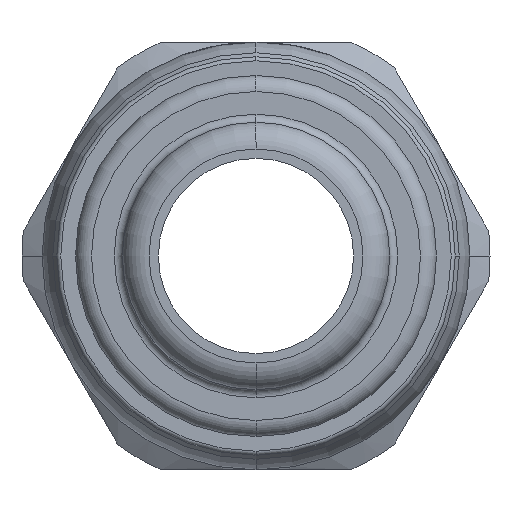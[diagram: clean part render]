
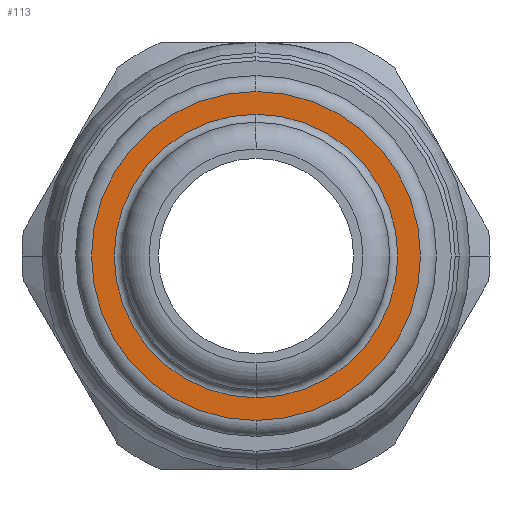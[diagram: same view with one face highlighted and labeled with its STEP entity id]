
A CAD part, front view. The second image highlights one B-rep face of the part: STEP entity #113.
In plain terms, the highlighted planar face has unit normal (0, -1, 0).
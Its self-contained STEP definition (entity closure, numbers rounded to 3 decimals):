
#113=ADVANCED_FACE('',(#285,#286),#287,.T.);
#285=FACE_OUTER_BOUND('',#501,.T.);
#286=FACE_BOUND('',#502,.T.);
#287=PLANE('',#503);
#501=EDGE_LOOP('',(#1135,#1136,#1137));
#502=EDGE_LOOP('',(#1138,#1139,#1140));
#503=AXIS2_PLACEMENT_3D('',#1141,#1142,#1143);
#1135=ORIENTED_EDGE('',*,*,#1674,.F.);
#1136=ORIENTED_EDGE('',*,*,#1675,.F.);
#1137=ORIENTED_EDGE('',*,*,#1575,.F.);
#1138=ORIENTED_EDGE('',*,*,#1581,.T.);
#1139=ORIENTED_EDGE('',*,*,#1672,.T.);
#1140=ORIENTED_EDGE('',*,*,#1582,.T.);
#1141=CARTESIAN_POINT('',(-5.725,12.8,0.0));
#1142=DIRECTION('',(0.,-1.0,-0.0));
#1143=DIRECTION('',(1.0,0.,0.0));
#1575=EDGE_CURVE('',#1960,#1962,#1963,.T.);
#1581=EDGE_CURVE('',#1973,#1971,#1974,.T.);
#1582=EDGE_CURVE('',#1968,#1973,#1975,.T.);
#1672=EDGE_CURVE('',#1971,#1968,#2118,.T.);
#1674=EDGE_CURVE('',#2120,#1960,#2121,.T.);
#1675=EDGE_CURVE('',#1962,#2120,#2122,.T.);
#1960=VERTEX_POINT('',#2473);
#1962=VERTEX_POINT('',#2475);
#1963=CIRCLE('',#2476,6.15);
#1968=VERTEX_POINT('',#2481);
#1971=VERTEX_POINT('',#2484);
#1973=VERTEX_POINT('',#2486);
#1974=CIRCLE('',#2487,5.3);
#1975=CIRCLE('',#2488,5.3);
#2118=CIRCLE('',#2766,5.3);
#2120=VERTEX_POINT('',#2768);
#2121=CIRCLE('',#2769,6.15);
#2122=CIRCLE('',#2770,6.15);
#2473=CARTESIAN_POINT('',(0.,12.8,6.15));
#2475=CARTESIAN_POINT('',(0.,12.8,-6.15));
#2476=AXIS2_PLACEMENT_3D('',#3143,#3144,#3145);
#2481=CARTESIAN_POINT('',(0.,12.8,-5.3));
#2484=CARTESIAN_POINT('',(0.,12.8,5.3));
#2486=CARTESIAN_POINT('',(-5.3,12.8,0.0));
#2487=AXIS2_PLACEMENT_3D('',#3161,#3162,#3163);
#2488=AXIS2_PLACEMENT_3D('',#3164,#3165,#3166);
#2766=AXIS2_PLACEMENT_3D('',#3299,#3300,#3301);
#2768=CARTESIAN_POINT('',(-6.15,12.8,0.0));
#2769=AXIS2_PLACEMENT_3D('',#3305,#3306,#3307);
#2770=AXIS2_PLACEMENT_3D('',#3308,#3309,#3310);
#3143=CARTESIAN_POINT('',(0.0,12.8,0.0));
#3144=DIRECTION('',(0.0,1.0,0.0));
#3145=DIRECTION('',(-1.0,0.0,0.0));
#3161=CARTESIAN_POINT('',(0.0,12.8,0.0));
#3162=DIRECTION('',(0.0,1.0,0.0));
#3163=DIRECTION('',(-1.0,0.0,0.0));
#3164=CARTESIAN_POINT('',(0.0,12.8,0.0));
#3165=DIRECTION('',(0.0,1.0,0.0));
#3166=DIRECTION('',(-1.0,0.0,0.0));
#3299=CARTESIAN_POINT('',(0.0,12.8,0.0));
#3300=DIRECTION('',(0.0,1.0,0.0));
#3301=DIRECTION('',(-1.0,0.0,0.0));
#3305=CARTESIAN_POINT('',(0.0,12.8,0.0));
#3306=DIRECTION('',(0.0,1.0,0.0));
#3307=DIRECTION('',(-1.0,0.0,0.0));
#3308=CARTESIAN_POINT('',(0.0,12.8,0.0));
#3309=DIRECTION('',(0.0,1.0,0.0));
#3310=DIRECTION('',(-1.0,0.0,0.0));
